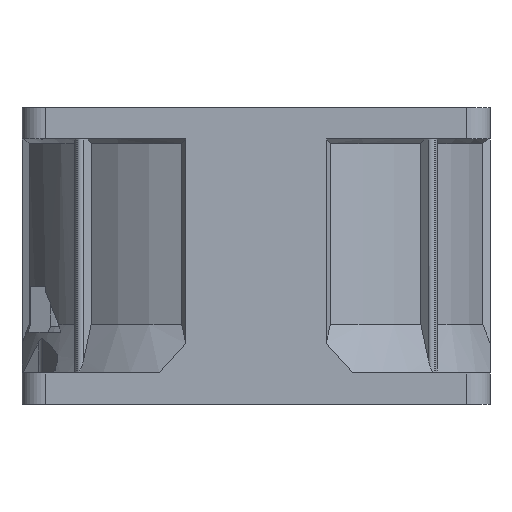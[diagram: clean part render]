
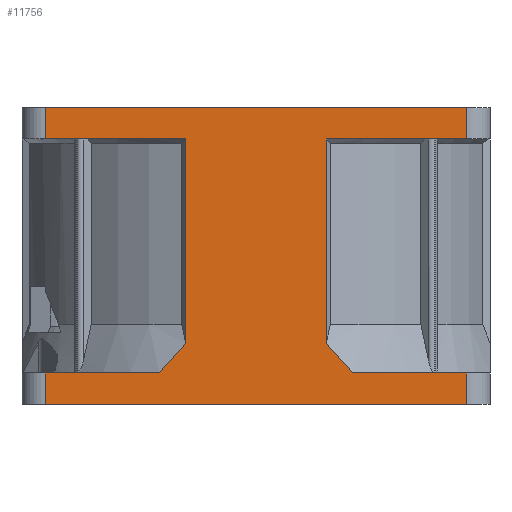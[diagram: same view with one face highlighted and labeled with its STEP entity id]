
A CAD part, front view. The second image highlights one B-rep face of the part: STEP entity #11756.
In plain terms, the highlighted planar face has unit normal (0, -1, 0).
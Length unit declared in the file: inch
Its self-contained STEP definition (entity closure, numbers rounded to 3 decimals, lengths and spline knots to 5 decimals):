
#8133=DIRECTION('',(1.,0.,0.));
#8134=VECTOR('',#8133,54.243);
#8135=CARTESIAN_POINT('',(-27.1215,-30.135,-20.70165));
#8136=LINE('',#8135,#8134);
#8737=CARTESIAN_POINT('',(9.0405,-30.135,-12.86195));
#8755=DIRECTION('',(-1.,0.,0.));
#8756=VECTOR('',#8755,18.081);
#8757=CARTESIAN_POINT('',(27.1215,-30.135,13.45135));
#8758=LINE('',#8757,#8756);
#8759=DIRECTION('',(0.,0.,-1.));
#8760=VECTOR('',#8759,26.3133);
#8761=CARTESIAN_POINT('',(9.0405,-30.135,13.45135));
#8762=LINE('',#8761,#8760);
#8763=CARTESIAN_POINT('',(9.0405,-30.135,-12.86195));
#8764=CARTESIAN_POINT('',(9.41531,-30.135,-13.22131));
#8765=CARTESIAN_POINT('',(10.16776,-30.135,-13.98374));
#8766=CARTESIAN_POINT('',(11.3056,-30.135,-15.25814));
#8767=CARTESIAN_POINT('',(12.07039,-30.135,-16.19413));
#8768=CARTESIAN_POINT('',(12.4545,-30.135,-16.68365));
#8770=DIRECTION('',(-1.,0.,0.));
#8771=VECTOR('',#8770,14.667);
#8772=CARTESIAN_POINT('',(27.1215,-30.135,-16.68365));
#8773=LINE('',#8772,#8771);
#8774=DIRECTION('',(-1.,0.,0.));
#8775=VECTOR('',#8774,14.667);
#8776=CARTESIAN_POINT('',(-12.4545,-30.135,-16.68365));
#8777=LINE('',#8776,#8775);
#8778=CARTESIAN_POINT('',(-12.4545,-30.135,-16.68365));
#8779=CARTESIAN_POINT('',(-12.07047,-30.135,-16.19423));
#8780=CARTESIAN_POINT('',(-11.30579,-30.135,-15.25836));
#8781=CARTESIAN_POINT('',(-10.16794,-30.135,-13.98393));
#8782=CARTESIAN_POINT('',(-9.41539,-30.135,-13.22139));
#8783=CARTESIAN_POINT('',(-9.0405,-30.135,-12.86195));
#8785=DIRECTION('',(0.,0.,1.));
#8786=VECTOR('',#8785,26.3133);
#8787=CARTESIAN_POINT('',(-9.0405,-30.135,-12.86195));
#8788=LINE('',#8787,#8786);
#8789=DIRECTION('',(-1.,0.,0.));
#8790=VECTOR('',#8789,18.081);
#8791=CARTESIAN_POINT('',(-9.0405,-30.135,13.45135));
#8792=LINE('',#8791,#8790);
#8793=DIRECTION('',(1.,0.,0.));
#8794=VECTOR('',#8793,54.243);
#8795=CARTESIAN_POINT('',(-27.1215,-30.135,17.46935));
#8796=LINE('',#8795,#8794);
#8806=DIRECTION('',(0.,0.,1.));
#8807=VECTOR('',#8806,4.018);
#8808=CARTESIAN_POINT('',(27.1215,-30.135,-20.70165));
#8809=LINE('',#8808,#8807);
#9293=CARTESIAN_POINT('',(-9.0405,-30.135,-12.86195));
#9584=DIRECTION('',(0.,0.,1.));
#9585=VECTOR('',#9584,4.018);
#9586=CARTESIAN_POINT('',(-27.1215,-30.135,-20.70165));
#9587=LINE('',#9586,#9585);
#9602=DIRECTION('',(0.,0.,1.));
#9603=VECTOR('',#9602,4.018);
#9604=CARTESIAN_POINT('',(-27.1215,-30.135,13.45135));
#9605=LINE('',#9604,#9603);
#10341=DIRECTION('',(0.,0.,1.));
#10342=VECTOR('',#10341,4.018);
#10343=CARTESIAN_POINT('',(27.1215,-30.135,13.45135));
#10344=LINE('',#10343,#10342);
#10411=CARTESIAN_POINT('',(27.1215,-30.135,-20.70165));
#10412=VERTEX_POINT('',#10411);
#10413=CARTESIAN_POINT('',(27.1215,-30.135,-16.68365));
#10414=VERTEX_POINT('',#10413);
#10419=CARTESIAN_POINT('',(27.1215,-30.135,13.45135));
#10420=VERTEX_POINT('',#10419);
#10421=CARTESIAN_POINT('',(27.1215,-30.135,17.46935));
#10422=VERTEX_POINT('',#10421);
#10423=CARTESIAN_POINT('',(-27.1215,-30.135,13.45135));
#10424=CARTESIAN_POINT('',(-27.1215,-30.135,17.46935));
#10425=VERTEX_POINT('',#10423);
#10426=VERTEX_POINT('',#10424);
#10431=CARTESIAN_POINT('',(-27.1215,-30.135,-20.70165));
#10432=CARTESIAN_POINT('',(-27.1215,-30.135,-16.68365));
#10433=VERTEX_POINT('',#10431);
#10434=VERTEX_POINT('',#10432);
#10449=CARTESIAN_POINT('',(12.4545,-30.135,-16.68365));
#10450=VERTEX_POINT('',#10449);
#10451=CARTESIAN_POINT('',(-12.4545,-30.135,-16.68365));
#10452=VERTEX_POINT('',#10451);
#10740=VERTEX_POINT('',#9293);
#10743=CARTESIAN_POINT('',(-9.0405,-30.135,13.45135));
#10744=VERTEX_POINT('',#10743);
#10745=VERTEX_POINT('',#8737);
#10749=CARTESIAN_POINT('',(9.0405,-30.135,13.45135));
#10750=VERTEX_POINT('',#10749);
#11729=CARTESIAN_POINT('',(30.135,-30.135,17.46935));
#11730=DIRECTION('',(0.,1.,0.));
#11731=DIRECTION('',(-1.,0.,0.));
#11732=AXIS2_PLACEMENT_3D('',#11729,#11730,#11731);
#11733=PLANE('',#11732);
#11734=ORIENTED_EDGE('',*,*,#11309,.T.);
#11735=ORIENTED_EDGE('',*,*,#11719,.T.);
#11736=ORIENTED_EDGE('',*,*,#11653,.T.);
#11737=ORIENTED_EDGE('',*,*,#10922,.F.);
#11739=ORIENTED_EDGE('',*,*,#11738,.F.);
#11740=ORIENTED_EDGE('',*,*,#11062,.F.);
#11742=ORIENTED_EDGE('',*,*,#11741,.T.);
#11743=ORIENTED_EDGE('',*,*,#10991,.F.);
#11745=ORIENTED_EDGE('',*,*,#11744,.T.);
#11747=ORIENTED_EDGE('',*,*,#11746,.T.);
#11748=ORIENTED_EDGE('',*,*,#11410,.T.);
#11750=ORIENTED_EDGE('',*,*,#11749,.T.);
#11751=ORIENTED_EDGE('',*,*,#11191,.T.);
#11753=ORIENTED_EDGE('',*,*,#11752,.F.);
#11754=EDGE_LOOP('',(#11734,#11735,#11736,#11737,#11739,#11740,#11742,#11743,
#11745,#11747,#11748,#11750,#11751,#11753));
#11755=FACE_OUTER_BOUND('',#11754,.F.);
#11756=ADVANCED_FACE('',(#11755),#11733,.F.);
#8769=B_SPLINE_CURVE_WITH_KNOTS('',3,(#8763,#8764,#8765,#8766,#8767,#8768),
.UNSPECIFIED.,.F.,.F.,(4,1,1,4),(0.,0.33333,0.66667,1.),
.UNSPECIFIED.);
#8784=B_SPLINE_CURVE_WITH_KNOTS('',3,(#8778,#8779,#8780,#8781,#8782,#8783),
.UNSPECIFIED.,.F.,.F.,(4,1,1,4),(0.,0.33333,0.66667,1.),
.UNSPECIFIED.);
#10922=EDGE_CURVE('',#10414,#10450,#8773,.T.);
#10991=EDGE_CURVE('',#10452,#10434,#8777,.T.);
#11062=EDGE_CURVE('',#10433,#10412,#8136,.T.);
#11191=EDGE_CURVE('',#10426,#10422,#8796,.T.);
#11309=EDGE_CURVE('',#10420,#10750,#8758,.T.);
#11410=EDGE_CURVE('',#10744,#10425,#8792,.T.);
#11653=EDGE_CURVE('',#10745,#10450,#8769,.T.);
#11719=EDGE_CURVE('',#10750,#10745,#8762,.T.);
#11738=EDGE_CURVE('',#10412,#10414,#8809,.T.);
#11741=EDGE_CURVE('',#10433,#10434,#9587,.T.);
#11744=EDGE_CURVE('',#10452,#10740,#8784,.T.);
#11746=EDGE_CURVE('',#10740,#10744,#8788,.T.);
#11749=EDGE_CURVE('',#10425,#10426,#9605,.T.);
#11752=EDGE_CURVE('',#10420,#10422,#10344,.T.);
